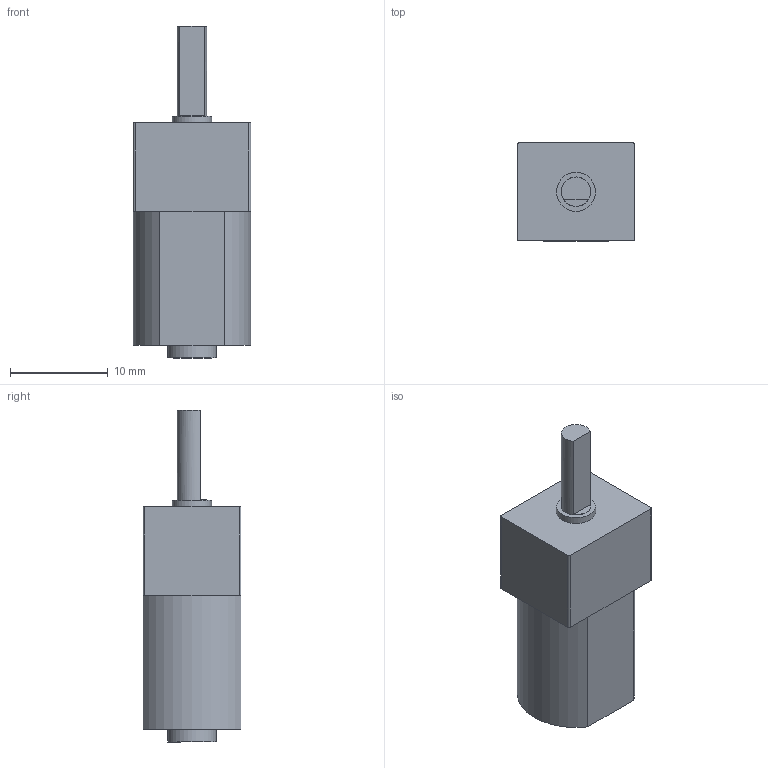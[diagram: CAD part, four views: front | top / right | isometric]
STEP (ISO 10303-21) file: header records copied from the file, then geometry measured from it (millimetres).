
FILE_DESCRIPTION(('FreeCAD Model'),'2;1');
FILE_NAME('Pololu-298_1-6V.step','2015-12-10T10:34:28', ('Author'),(''),'Open CASCADE STEP processor 6.8','FreeCAD','Unknown' );
FILE_SCHEMA(('AUTOMOTIVE_DESIGN_CC2 { 1 2 10303 214 -1 1 5 4 }'));
Length unit declared in the file: millimetre
Products named in the file (2): ASSEMBLY; Fusion
Assembly tree (1 placements, depth 2):
  ASSEMBLY
    Fusion
Bounding box: 12 x 10 x 33.9 mm (x, y, z)
Volume: 2594.3 mm3; surface area: 1250.3 mm2
Topology: 1 solids, 1 shells, 27 faces, 59 edges, 37 vertices
Faces by surface type: plane 17, cylinder 10
Full cylindrical faces by diameter (mm): 3 x1, 4 x1, 5 x1
Entity records: 1560 total; most frequent: CARTESIAN_POINT 283, DIRECTION 248, LINE 127, VECTOR 127, ORIENTED_EDGE 118, PCURVE 118, DEFINITIONAL_REPRESENTATION 118, EDGE_CURVE 59
